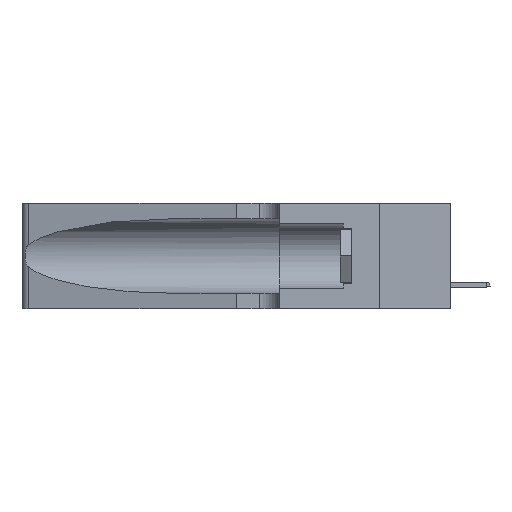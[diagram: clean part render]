
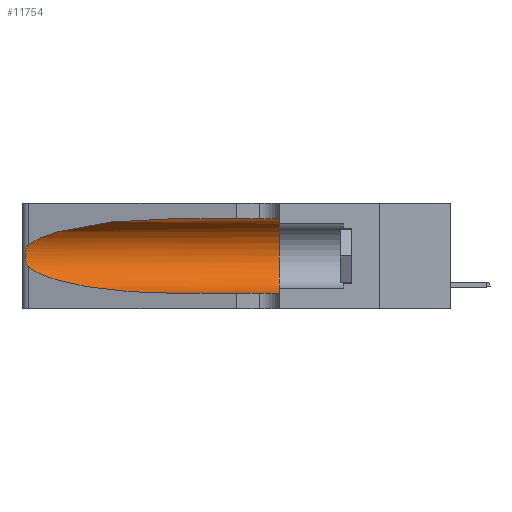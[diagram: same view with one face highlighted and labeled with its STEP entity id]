
A CAD part, left-side view. The second image highlights one B-rep face of the part: STEP entity #11754.
In plain terms, the highlighted cylindrical face has radius 3.308 mm (diameter 6.617 mm), a partial arc.
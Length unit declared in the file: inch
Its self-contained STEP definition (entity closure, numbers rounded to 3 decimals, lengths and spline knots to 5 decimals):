
#627 = ORIENTED_EDGE ( 'NONE', *, *, #21704, .F. ) ;
#785 = CARTESIAN_POINT ( 'NONE',  ( 0.26017, 1.23833, 0.17102 ) ) ;
#985 = CARTESIAN_POINT ( 'NONE',  ( 0.25639, 1.23186, 0.15144 ) ) ;
#1307 = DIRECTION ( 'NONE',  ( 0., 0., 1. ) ) ;
#1945 = VERTEX_POINT ( 'NONE', #26548 ) ;
#2162 = DIRECTION ( 'NONE',  ( 0., -1., 0. ) ) ;
#2937 = ORIENTED_EDGE ( 'NONE', *, *, #34735, .T. ) ;
#3639 = CARTESIAN_POINT ( 'NONE',  ( 0.25787, 1.23484, 0.2124 ) ) ;
#3820 = CARTESIAN_POINT ( 'NONE',  ( 0.25789, 1.23486, 0.15765 ) ) ;
#3955 = CARTESIAN_POINT ( 'NONE',  ( 0.1305, 0.35, 0.185 ) ) ;
#4014 = CARTESIAN_POINT ( 'NONE',  ( 0.25854, 1.2359, 0.20912 ) ) ;
#4392 = CARTESIAN_POINT ( 'NONE',  ( 0.1305, 0.72297, 0.31525 ) ) ;
#5005 = CARTESIAN_POINT ( 'NONE',  ( 0.1305, 0.72297, 0.31525 ) ) ;
#5161 = DIRECTION ( 'NONE',  ( 0., -1., 0. ) ) ;
#5417 = CARTESIAN_POINT ( 'NONE',  ( 0.1305, 1.61858, 0.185 ) ) ;
#5433 = EDGE_CURVE ( 'NONE', #8485, #31745, #36133, .T. ) ;
#6870 = CARTESIAN_POINT ( 'NONE',  ( 0.2373, 1.15595, 0.08982 ) ) ;
#7481 = CARTESIAN_POINT ( 'NONE',  ( 0.1305, 1.61858, 0.31525 ) ) ;
#7744 = CIRCLE ( 'NONE', #21730, 0.13025 ) ;
#8004 = ORIENTED_EDGE ( 'NONE', *, *, #13971, .T. ) ;
#8485 = VERTEX_POINT ( 'NONE', #32121 ) ;
#9031 = ORIENTED_EDGE ( 'NONE', *, *, #5433, .T. ) ;
#9712 = CARTESIAN_POINT ( 'NONE',  ( 0.26075, 1.23896, 0.19203 ) ) ;
#10775 = VECTOR ( 'NONE', #5161, 39.37008 ) ;
#11754 = ADVANCED_FACE ( 'NONE', ( #16640 ), #28771, .F. ) ;
#13971 = EDGE_CURVE ( 'NONE', #23163, #14140, #32248, .T. ) ;
#13975 = EDGE_CURVE ( 'NONE', #23163, #1945, #33507, .T. ) ;
#13978 = DIRECTION ( 'NONE',  ( 0., 0., -1. ) ) ;
#14140 = VERTEX_POINT ( 'NONE', #31960 ) ;
#15561 = DIRECTION ( 'NONE',  ( 0., 1., 0. ) ) ;
#15808 = CARTESIAN_POINT ( 'NONE',  ( 0.25639, 1.23184, 0.21858 ) ) ;
#15819 = CARTESIAN_POINT ( 'NONE',  ( 0.18966, 0.96281, 0.05475 ) ) ;
#16393 = LINE ( 'NONE', #25856, #10775 ) ;
#16607 = CARTESIAN_POINT ( 'NONE',  ( 0.18966, 0.96281, 0.31525 ) ) ;
#16640 = FACE_OUTER_BOUND ( 'NONE', #37211, .T. ) ;
#16652 = CARTESIAN_POINT ( 'NONE',  ( 0.1305, 0.35, 0.05475 ) ) ;
#17204 = DIRECTION ( 'NONE',  ( 0., -1., 0. ) ) ;
#18478 = CARTESIAN_POINT ( 'NONE',  ( 0.1305, 0.72297, 0.05475 ) ) ;
#19575 = VERTEX_POINT ( 'NONE', #16652 ) ;
#20032 = ORIENTED_EDGE ( 'NONE', *, *, #27055, .T. ) ;
#21143 = CARTESIAN_POINT ( 'NONE',  ( 0.25555, 1.22993, 0.14849 ) ) ;
#21156 = CARTESIAN_POINT ( 'NONE',  ( 0.25487, 1.22718, 0.14631 ) ) ;
#21704 = EDGE_CURVE ( 'NONE', #1945, #19575, #7744, .T. ) ;
#21730 = AXIS2_PLACEMENT_3D ( 'NONE', #3955, #15561, #1307 ) ;
#23163 = VERTEX_POINT ( 'NONE', #4392 ) ;
#23783 = CARTESIAN_POINT ( 'NONE',  ( 0.26075, 1.23896, 0.178 ) ) ;
#24162 = CARTESIAN_POINT ( 'NONE',  ( 0.25487, 1.22718, 0.22369 ) ) ;
#25856 = CARTESIAN_POINT ( 'NONE',  ( 0.1305, 1.61858, 0.05475 ) ) ;
#26191 = AXIS2_PLACEMENT_3D ( 'NONE', #5417, #17204, #13978 ) ;
#26548 = CARTESIAN_POINT ( 'NONE',  ( 0.1305, 0.35, 0.31525 ) ) ;
#26636 = CARTESIAN_POINT ( 'NONE',  ( 0.25487, 1.22718, 0.14631 ) ) ;
#27055 = EDGE_CURVE ( 'NONE', #14140, #8485, #30655, .T. ) ;
#28183 = CARTESIAN_POINT ( 'NONE',  ( 0.2373, 1.15595, 0.28018 ) ) ;
#28771 = CYLINDRICAL_SURFACE ( 'NONE', #26191, 0.13025 ) ;
#30655 = B_SPLINE_CURVE_WITH_KNOTS ( 'NONE', 3,
 ( #24162, #32874, #15808, #3639, #4014, #33277, #9712, #23783, #785, #35533, #3820, #985, #21143, #26636 ),
 .UNSPECIFIED., .F., .F.,
 ( 4, 2, 2, 2, 2, 2, 4 ),
 ( 0., 0.00027, 0.00053, 0.00107, 0.0016, 0.00187, 0.00214 ),
 .UNSPECIFIED. ) ;
#30667 = CARTESIAN_POINT ( 'NONE',  ( 0.25487, 1.22718, 0.22369 ) ) ;
#31745 = VERTEX_POINT ( 'NONE', #37136 ) ;
#31960 = CARTESIAN_POINT ( 'NONE',  ( 0.25487, 1.22718, 0.22369 ) ) ;
#32121 = CARTESIAN_POINT ( 'NONE',  ( 0.25487, 1.22718, 0.14631 ) ) ;
#32248 =( BOUNDED_CURVE ( )  B_SPLINE_CURVE ( 3, ( #5005, #16607, #28183, #30667 ),
 .UNSPECIFIED., .F., .T. ) 
 B_SPLINE_CURVE_WITH_KNOTS ( ( 4, 4 ),
 ( 1.5708, 2.84003 ),
 .UNSPECIFIED. ) 
 CURVE ( )  GEOMETRIC_REPRESENTATION_ITEM ( )  RATIONAL_B_SPLINE_CURVE ( ( 1., 0.87, 0.87, 1. ) ) 
 REPRESENTATION_ITEM ( '' )  );
#32874 = CARTESIAN_POINT ( 'NONE',  ( 0.25555, 1.22994, 0.2215 ) ) ;
#33277 = CARTESIAN_POINT ( 'NONE',  ( 0.26018, 1.23835, 0.19895 ) ) ;
#33507 = LINE ( 'NONE', #7481, #35992 ) ;
#34735 = EDGE_CURVE ( 'NONE', #31745, #19575, #16393, .T. ) ;
#35248 = ORIENTED_EDGE ( 'NONE', *, *, #13975, .F. ) ;
#35533 = CARTESIAN_POINT ( 'NONE',  ( 0.25856, 1.23593, 0.16098 ) ) ;
#35992 = VECTOR ( 'NONE', #2162, 39.37008 ) ;
#36133 =( BOUNDED_CURVE ( )  B_SPLINE_CURVE ( 3, ( #21156, #6870, #15819, #18478 ),
 .UNSPECIFIED., .F., .F. ) 
 B_SPLINE_CURVE_WITH_KNOTS ( ( 4, 4 ),
 ( 3.44316, 4.71239 ),
 .UNSPECIFIED. ) 
 CURVE ( )  GEOMETRIC_REPRESENTATION_ITEM ( )  RATIONAL_B_SPLINE_CURVE ( ( 1., 0.87, 0.87, 1. ) ) 
 REPRESENTATION_ITEM ( '' )  );
#37136 = CARTESIAN_POINT ( 'NONE',  ( 0.1305, 0.72297, 0.05475 ) ) ;
#37211 = EDGE_LOOP ( 'NONE', ( #8004, #20032, #9031, #2937, #627, #35248 ) ) ;
